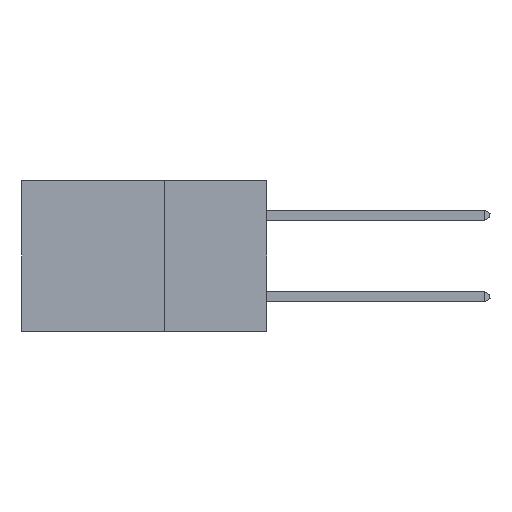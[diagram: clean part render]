
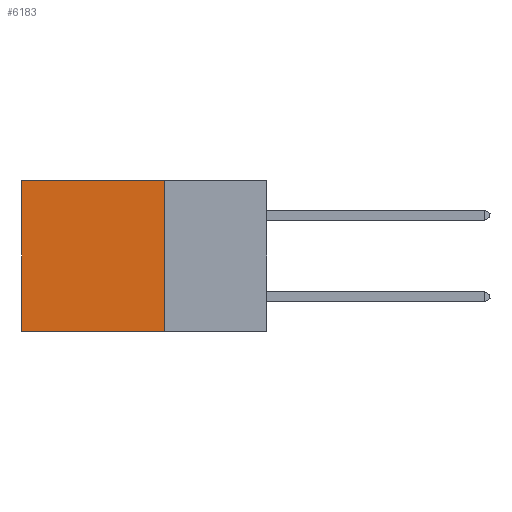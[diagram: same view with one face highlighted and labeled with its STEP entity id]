
A CAD part, left-side view. The second image highlights one B-rep face of the part: STEP entity #6183.
In plain terms, the highlighted planar face has unit normal (-1, 0, 0).
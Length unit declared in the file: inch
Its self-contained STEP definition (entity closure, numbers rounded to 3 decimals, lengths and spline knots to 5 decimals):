
#59 = VECTOR ( 'NONE', #6888, 39.37008 ) ;
#82 = AXIS2_PLACEMENT_3D ( 'NONE', #20612, #11112, #7624 ) ;
#429 = DIRECTION ( 'NONE',  ( 0., 1., 0. ) ) ;
#1917 = VERTEX_POINT ( 'NONE', #6317 ) ;
#2113 = EDGE_CURVE ( 'NONE', #10421, #2570, #21614, .T. ) ;
#2570 = VERTEX_POINT ( 'NONE', #3831 ) ;
#3831 = CARTESIAN_POINT ( 'NONE',  ( 0.2875, 0.6, 0. ) ) ;
#4517 = ORIENTED_EDGE ( 'NONE', *, *, #16297, .F. ) ;
#4861 = LINE ( 'NONE', #10834, #11000 ) ;
#5525 = CARTESIAN_POINT ( 'NONE',  ( 0.2875, 0.25, -0.37 ) ) ;
#5533 = LINE ( 'NONE', #19932, #59 ) ;
#6038 = ORIENTED_EDGE ( 'NONE', *, *, #11899, .F. ) ;
#6183 = ADVANCED_FACE ( 'NONE', ( #16262 ), #7786, .F. ) ;
#6317 = CARTESIAN_POINT ( 'NONE',  ( 0.2875, 0.6, -0.37 ) ) ;
#6888 = DIRECTION ( 'NONE',  ( 0., 0., -1. ) ) ;
#7624 = DIRECTION ( 'NONE',  ( 0., 0., -1. ) ) ;
#7786 = PLANE ( 'NONE',  #82 ) ;
#9589 = EDGE_CURVE ( 'NONE', #2570, #1917, #5533, .T. ) ;
#10373 = LINE ( 'NONE', #22812, #16121 ) ;
#10421 = VERTEX_POINT ( 'NONE', #10449 ) ;
#10449 = CARTESIAN_POINT ( 'NONE',  ( 0.2875, 0.25, 0. ) ) ;
#10834 = CARTESIAN_POINT ( 'NONE',  ( 0.2875, 0.25, -0.37 ) ) ;
#11000 = VECTOR ( 'NONE', #14539, 39.37008 ) ;
#11112 = DIRECTION ( 'NONE',  ( 1., 0., 0. ) ) ;
#11899 = EDGE_CURVE ( 'NONE', #23360, #1917, #4861, .T. ) ;
#12628 = ORIENTED_EDGE ( 'NONE', *, *, #9589, .T. ) ;
#12732 = VECTOR ( 'NONE', #429, 39.37008 ) ;
#13331 = CARTESIAN_POINT ( 'NONE',  ( 0.2875, 0.25, 0. ) ) ;
#14539 = DIRECTION ( 'NONE',  ( 0., 1., 0. ) ) ;
#16121 = VECTOR ( 'NONE', #22894, 39.37008 ) ;
#16262 = FACE_OUTER_BOUND ( 'NONE', #21529, .T. ) ;
#16297 = EDGE_CURVE ( 'NONE', #10421, #23360, #10373, .T. ) ;
#18377 = ORIENTED_EDGE ( 'NONE', *, *, #2113, .T. ) ;
#19932 = CARTESIAN_POINT ( 'NONE',  ( 0.2875, 0.6, 0. ) ) ;
#20612 = CARTESIAN_POINT ( 'NONE',  ( 0.2875, 0.25, 0. ) ) ;
#21529 = EDGE_LOOP ( 'NONE', ( #12628, #6038, #4517, #18377 ) ) ;
#21614 = LINE ( 'NONE', #13331, #12732 ) ;
#22812 = CARTESIAN_POINT ( 'NONE',  ( 0.2875, 0.25, 0. ) ) ;
#22894 = DIRECTION ( 'NONE',  ( 0., 0., -1. ) ) ;
#23360 = VERTEX_POINT ( 'NONE', #5525 ) ;
